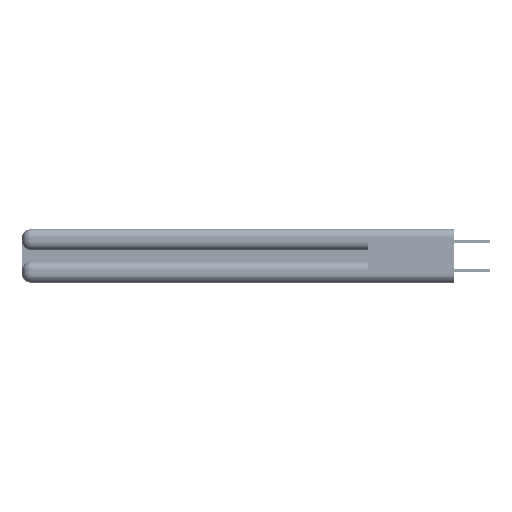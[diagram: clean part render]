
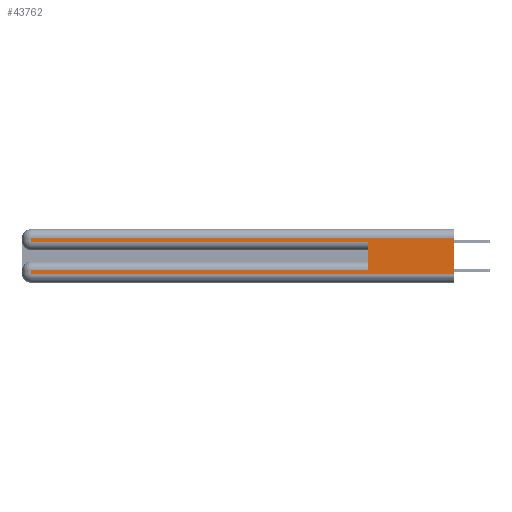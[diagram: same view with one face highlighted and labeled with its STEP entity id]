
A CAD part, left-side view. The second image highlights one B-rep face of the part: STEP entity #43762.
In plain terms, the highlighted planar face has unit normal (-1, 0, 0).
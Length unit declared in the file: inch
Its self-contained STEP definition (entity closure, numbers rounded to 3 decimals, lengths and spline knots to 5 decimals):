
#774 = DIRECTION ( 'NONE',  ( 0., -1., 0. ) ) ;
#2107 = AXIS2_PLACEMENT_3D ( 'NONE', #26360, #20073, #27928 ) ;
#2826 = ORIENTED_EDGE ( 'NONE', *, *, #25378, .T. ) ;
#2893 = VERTEX_POINT ( 'NONE', #14793 ) ;
#4892 = LINE ( 'NONE', #43952, #31751 ) ;
#7220 = EDGE_CURVE ( 'NONE', #36402, #28732, #16509, .T. ) ;
#10110 = CARTESIAN_POINT ( 'NONE',  ( 0., 2.94, 0.085 ) ) ;
#12975 = ORIENTED_EDGE ( 'NONE', *, *, #36829, .T. ) ;
#13617 = DIRECTION ( 'NONE',  ( 0., -1., 0. ) ) ;
#14793 = CARTESIAN_POINT ( 'NONE',  ( 0., 2.94, 0.31 ) ) ;
#14847 = DIRECTION ( 'NONE',  ( 0., 0., -1. ) ) ;
#15207 = FACE_OUTER_BOUND ( 'NONE', #19125, .T. ) ;
#15830 = DIRECTION ( 'NONE',  ( 0., 0., 1. ) ) ;
#16135 = CARTESIAN_POINT ( 'NONE',  ( 0., 0.6, 0.085 ) ) ;
#16509 = LINE ( 'NONE', #34118, #51834 ) ;
#17216 = CARTESIAN_POINT ( 'NONE',  ( 0., 0., 0.06 ) ) ;
#17554 = CARTESIAN_POINT ( 'NONE',  ( 0., 0., 0.285 ) ) ;
#18640 = EDGE_CURVE ( 'NONE', #23774, #2893, #24749, .T. ) ;
#19125 = EDGE_LOOP ( 'NONE', ( #25633, #38684, #12975, #52682, #43691, #32009, #2826, #22029 ) ) ;
#20073 = DIRECTION ( 'NONE',  ( 1., 0., 0. ) ) ;
#20877 = EDGE_CURVE ( 'NONE', #23774, #26187, #46806, .T. ) ;
#20921 = VECTOR ( 'NONE', #39451, 39.37008 ) ;
#21960 = DIRECTION ( 'NONE',  ( 0., 1., 0. ) ) ;
#22029 = ORIENTED_EDGE ( 'NONE', *, *, #52531, .T. ) ;
#23774 = VERTEX_POINT ( 'NONE', #41042 ) ;
#24749 = LINE ( 'NONE', #26933, #20921 ) ;
#24941 = VECTOR ( 'NONE', #41168, 39.37008 ) ;
#25376 = DIRECTION ( 'NONE',  ( 0., 0., -1. ) ) ;
#25378 = EDGE_CURVE ( 'NONE', #28732, #42707, #34902, .T. ) ;
#25633 = ORIENTED_EDGE ( 'NONE', *, *, #20877, .F. ) ;
#26004 = CARTESIAN_POINT ( 'NONE',  ( 0., 0.6, 0.285 ) ) ;
#26187 = VERTEX_POINT ( 'NONE', #29916 ) ;
#26217 = LINE ( 'NONE', #17216, #51886 ) ;
#26360 = CARTESIAN_POINT ( 'NONE',  ( 0., 0., 0.37 ) ) ;
#26804 = CARTESIAN_POINT ( 'NONE',  ( 0., 2.94, 0.285 ) ) ;
#26933 = CARTESIAN_POINT ( 'NONE',  ( 0., 0., 0.31 ) ) ;
#27529 = VERTEX_POINT ( 'NONE', #26804 ) ;
#27928 = DIRECTION ( 'NONE',  ( 0., 0., -1. ) ) ;
#28732 = VERTEX_POINT ( 'NONE', #10110 ) ;
#28822 = VECTOR ( 'NONE', #14847, 39.37008 ) ;
#29916 = CARTESIAN_POINT ( 'NONE',  ( 0., 0., 0.06 ) ) ;
#30303 = VECTOR ( 'NONE', #13617, 39.37008 ) ;
#31751 = VECTOR ( 'NONE', #15830, 39.37008 ) ;
#32009 = ORIENTED_EDGE ( 'NONE', *, *, #7220, .T. ) ;
#33831 = EDGE_CURVE ( 'NONE', #36402, #43129, #4892, .T. ) ;
#34118 = CARTESIAN_POINT ( 'NONE',  ( 0., 0., 0.085 ) ) ;
#34169 = LINE ( 'NONE', #17554, #30303 ) ;
#34902 = LINE ( 'NONE', #46364, #44524 ) ;
#36402 = VERTEX_POINT ( 'NONE', #16135 ) ;
#36829 = EDGE_CURVE ( 'NONE', #2893, #27529, #37178, .T. ) ;
#37178 = LINE ( 'NONE', #39340, #28822 ) ;
#38684 = ORIENTED_EDGE ( 'NONE', *, *, #18640, .T. ) ;
#39340 = CARTESIAN_POINT ( 'NONE',  ( 0., 2.94, 0.37 ) ) ;
#39451 = DIRECTION ( 'NONE',  ( 0., 1., 0. ) ) ;
#39454 = CARTESIAN_POINT ( 'NONE',  ( 0., 2.94, 0.06 ) ) ;
#40046 = PLANE ( 'NONE',  #2107 ) ;
#41042 = CARTESIAN_POINT ( 'NONE',  ( 0., 0., 0.31 ) ) ;
#41168 = DIRECTION ( 'NONE',  ( 0., 0., -1. ) ) ;
#42707 = VERTEX_POINT ( 'NONE', #39454 ) ;
#43129 = VERTEX_POINT ( 'NONE', #26004 ) ;
#43691 = ORIENTED_EDGE ( 'NONE', *, *, #33831, .F. ) ;
#43762 = ADVANCED_FACE ( 'NONE', ( #15207 ), #40046, .F. ) ;
#43952 = CARTESIAN_POINT ( 'NONE',  ( 0., 0.6, 0.145 ) ) ;
#44524 = VECTOR ( 'NONE', #25376, 39.37008 ) ;
#46364 = CARTESIAN_POINT ( 'NONE',  ( 0., 2.94, 0.37 ) ) ;
#46806 = LINE ( 'NONE', #49996, #24941 ) ;
#47571 = EDGE_CURVE ( 'NONE', #27529, #43129, #34169, .T. ) ;
#49996 = CARTESIAN_POINT ( 'NONE',  ( 0., 0., 0.37 ) ) ;
#51834 = VECTOR ( 'NONE', #21960, 39.37008 ) ;
#51886 = VECTOR ( 'NONE', #774, 39.37008 ) ;
#52531 = EDGE_CURVE ( 'NONE', #42707, #26187, #26217, .T. ) ;
#52682 = ORIENTED_EDGE ( 'NONE', *, *, #47571, .T. ) ;
